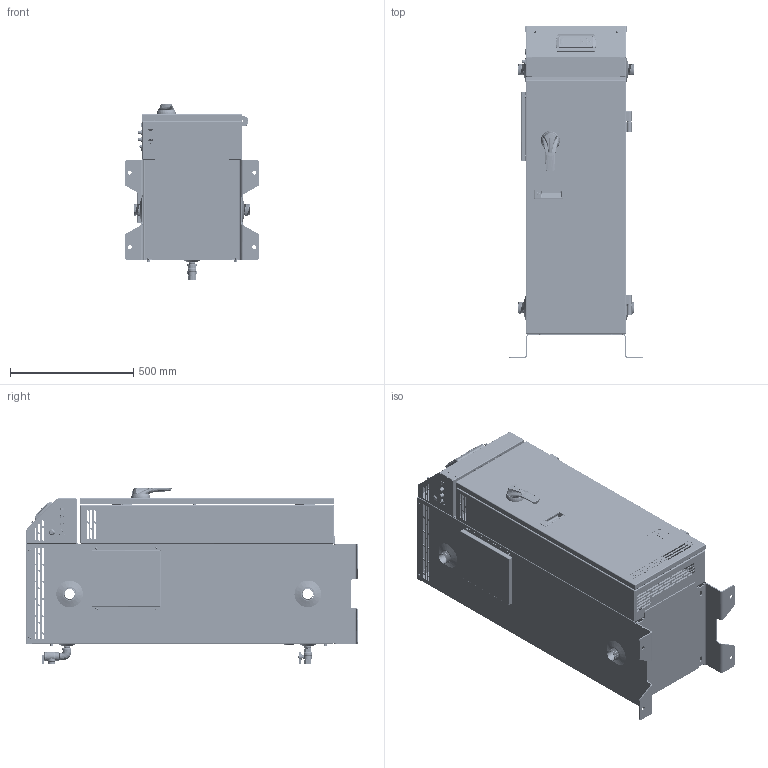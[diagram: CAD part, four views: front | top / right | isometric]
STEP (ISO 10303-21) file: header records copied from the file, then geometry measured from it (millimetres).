
FILE_DESCRIPTION (( 'STEP AP214' ), '1' );
FILE_NAME ('VOLTMAX 22,5 to 90 kW.STEP', '2019-09-30T17:45:38', ( '' ), ( '' ), 'SwSTEP 2.0', 'SolidWorks 2019', '' );
FILE_SCHEMA (( 'AUTOMOTIVE_DESIGN' ));
Length unit declared in the file: inch
Products named in the file (1): VOLTMAX 22,5 to 90 kW
Bounding box: 546.1 x 1344.84 x 716.94 mm (x, y, z)
Volume: 6346317.7 mm3; surface area: 8646125.5 mm2
Topology: 105 solids, 108 shells, 7770 faces, 19899 edges, 12846 vertices
Faces by surface type: plane 3810, cylinder 2041, bspline 1402, cone 347, torus 124, sphere 46
Full cylindrical faces by diameter (mm): 2 x3, 2.2 x2, 2.381 x6, 2.5 x2, 2.54 x1, 2.604 x3, 2.7 x11, 3.175 x5, 3.566 x80, 3.572 x8, 4.5 x4, 4.826 x8, 4.953 x2, 5.08 x2, 5.105 x1, 5.16 x2, 5.207 x2, 5.334 x1, 5.588 x1, 5.613 x12, 6.1 x1, 6.2 x2, 6.756 x4, 6.858 x2, 7 x4, 7.142 x4, 7.144 x2, 7.937 x1, 7.938 x1, 8.5 x1
Entity records: 365947 total; most frequent: CARTESIAN_POINT 182585, ORIENTED_EDGE 38138, DIRECTION 32695, EDGE_CURVE 19069, VERTEX_POINT 12684, AXIS2_PLACEMENT_3D 11072, VECTOR 10551, LINE 10551
